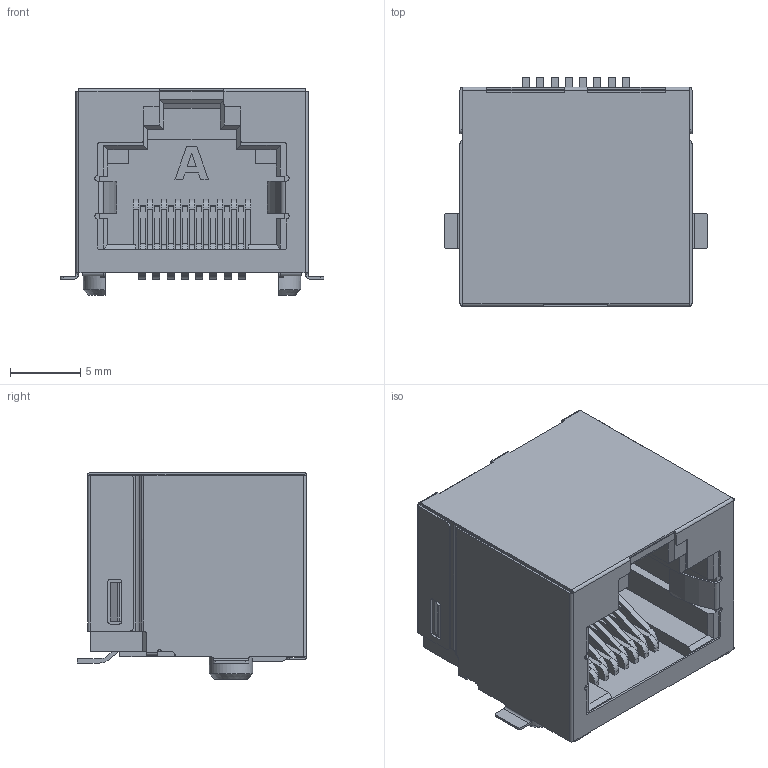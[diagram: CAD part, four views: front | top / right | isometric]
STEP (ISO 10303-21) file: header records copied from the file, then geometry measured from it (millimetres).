
FILE_DESCRIPTION(/* description */ (''),/* implementation_level */ '2;1');
FILE_NAME(/* name */ 'MJ5688-B111-HR1-C.step',/* time_stamp */ '2024-11-08T12:55:55+08:00',/* author */ (''),/* organization */ (''),/* preprocessor_version */ 'ST-DEVELOPER v20',/* originating_system */ 'Autodesk Translation Framework v13.20.0.188',/* authorisation */ '');
FILE_SCHEMA (('AUTOMOTIVE_DESIGN { 1 0 10303 214 3 1 1 }'));
Length unit declared in the file: millimetre
Products named in the file (1): RJ45-TH_MJ5688-B111-HR1-C
Bounding box: 18.8 x 16.35 x 14.75 mm (x, y, z)
Volume: 1863.7 mm3; surface area: 4357.6 mm2
Topology: 2 solids, 2 shells, 739 faces, 2100 edges, 1392 vertices
Faces by surface type: plane 524, cylinder 184, bspline 29, cone 2
Full cylindrical faces by diameter (mm): 0.281 x1
Entity records: 25118 total; most frequent: CARTESIAN_POINT 5011, ORIENTED_EDGE 4200, DIRECTION 3824, EDGE_CURVE 2100, LINE 1666, VECTOR 1666, VERTEX_POINT 1392, AXIS2_PLACEMENT_3D 1079
